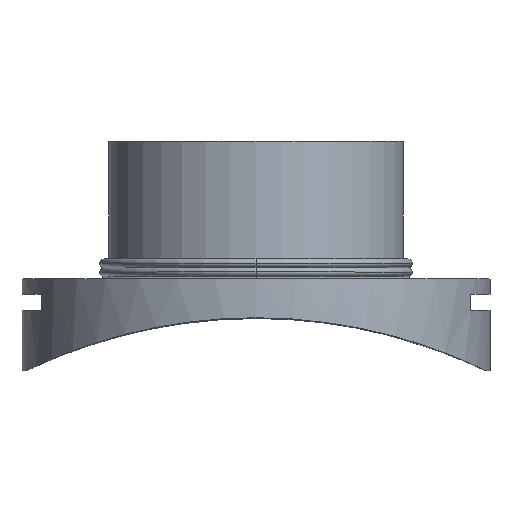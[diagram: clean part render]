
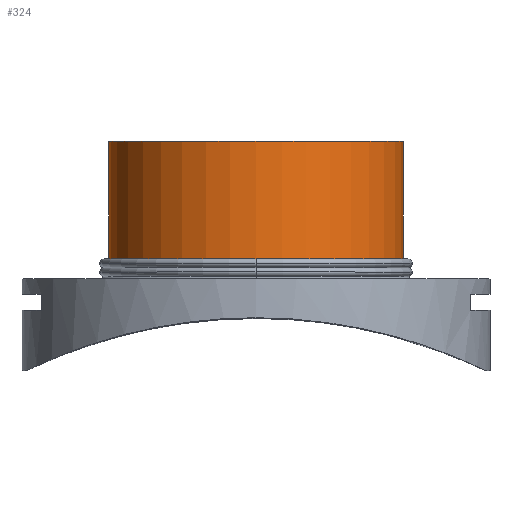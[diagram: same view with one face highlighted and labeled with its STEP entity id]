
A CAD part, top view. The second image highlights one B-rep face of the part: STEP entity #324.
In plain terms, the highlighted cylindrical face has radius 315 mm (diameter 630 mm), a partial arc.
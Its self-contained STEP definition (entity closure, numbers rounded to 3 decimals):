
#264 = VERTEX_POINT( '', #719 );
#298 = VERTEX_POINT( '', #755 );
#302 = EDGE_CURVE( '', #264, #310, #759, .T. );
#310 = VERTEX_POINT( '', #768 );
#320 = EDGE_CURVE( '', #310, #298, #779, .T. );
#324 = ADVANCED_FACE( '', ( #784 ), #785, .T. );
#346 = EDGE_CURVE( '', #554, #264, #814, .T. );
#376 = EDGE_CURVE( '', #460, #554, #846, .T. );
#460 = VERTEX_POINT( '', #935 );
#554 = VERTEX_POINT( '', #1035 );
#622 = EDGE_CURVE( '', #298, #460, #1119, .T. );
#719 = CARTESIAN_POINT( '', ( 315., 229.45, 0. ) );
#755 = CARTESIAN_POINT( '', ( -315., 490., 0. ) );
#759 = LINE( '', #1273, #1274 );
#768 = CARTESIAN_POINT( '', ( 315., 490., 0. ) );
#779 = CIRCLE( '', #1364, 315. );
#784 = FACE_OUTER_BOUND( '', #1369, .T. );
#785 = CYLINDRICAL_SURFACE( '', #1370, 315. );
#814 = CIRCLE( '', #1402, 315. );
#846 = CIRCLE( '', #1447, 315. );
#935 = CARTESIAN_POINT( '', ( -315., 229.45, 0. ) );
#1035 = CARTESIAN_POINT( '', ( 0., 229.45, 315. ) );
#1119 = LINE( '', #2124, #2125 );
#1273 = CARTESIAN_POINT( '', ( 315., 355.467, 0. ) );
#1274 = VECTOR( '', #2268, 1. );
#1364 = AXIS2_PLACEMENT_3D( '', #2301, #2302, #2303 );
#1369 = EDGE_LOOP( '', ( #2311, #2312, #2313, #2314, #2315 ) );
#1370 = AXIS2_PLACEMENT_3D( '', #2316, #2317, #2318 );
#1402 = AXIS2_PLACEMENT_3D( '', #2368, #2369, #2370 );
#1447 = AXIS2_PLACEMENT_3D( '', #2409, #2410, #2411 );
#2124 = CARTESIAN_POINT( '', ( -315., 355.467, 0. ) );
#2125 = VECTOR( '', #2735, 1. );
#2268 = DIRECTION( '', ( 0., 1., 0. ) );
#2301 = CARTESIAN_POINT( '', ( 0., 490., 0. ) );
#2302 = DIRECTION( '', ( 0., -1., 0. ) );
#2303 = DIRECTION( '', ( -1., 0., 0. ) );
#2311 = ORIENTED_EDGE( '', *, *, #622, .T. );
#2312 = ORIENTED_EDGE( '', *, *, #376, .T. );
#2313 = ORIENTED_EDGE( '', *, *, #346, .T. );
#2314 = ORIENTED_EDGE( '', *, *, #302, .T. );
#2315 = ORIENTED_EDGE( '', *, *, #320, .T. );
#2316 = CARTESIAN_POINT( '', ( 0., 355.467, 0. ) );
#2317 = DIRECTION( '', ( 0., 1., 0. ) );
#2318 = DIRECTION( '', ( -1., 0., 0. ) );
#2368 = CARTESIAN_POINT( '', ( 0., 229.45, 0. ) );
#2369 = DIRECTION( '', ( 0., 1., 0. ) );
#2370 = DIRECTION( '', ( -1., 0., 0. ) );
#2409 = CARTESIAN_POINT( '', ( 0., 229.45, 0. ) );
#2410 = DIRECTION( '', ( 0., 1., 0. ) );
#2411 = DIRECTION( '', ( -1., 0., 0. ) );
#2735 = DIRECTION( '', ( 0., -1., 0. ) );
